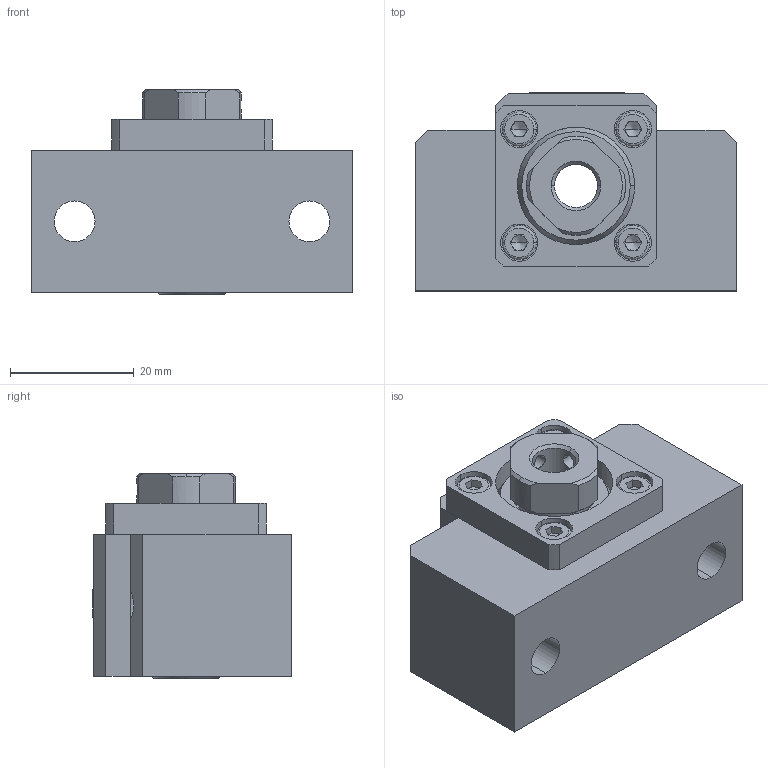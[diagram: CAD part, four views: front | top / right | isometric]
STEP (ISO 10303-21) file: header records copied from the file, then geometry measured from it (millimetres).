
FILE_DESCRIPTION (( 'STEP AP214' ), '1' );
FILE_NAME ('BK8.STEP', '2019-04-04T08:06:09', ( '' ), ( '' ), 'SwSTEP 2.0', 'SolidWorks 2015', '' );
FILE_SCHEMA (( 'AUTOMOTIVE_DESIGN' ));
Length unit declared in the file: millimetre
Products named in the file (1): BK8
Bounding box: 52 x 32.1 x 33.1 mm (x, y, z)
Surface area: 11255.5 mm2 (no closed solid volume)
Topology: 0 solids, 34 shells, 716 faces, 1963 edges, 1297 vertices
Faces by surface type: plane 606, cone 44, cylinder 41, bspline 25
Entity records: 25462 total; most frequent: CARTESIAN_POINT 6336, ORIENTED_EDGE 3841, DIRECTION 3394, EDGE_CURVE 1955, LINE 1700, VECTOR 1700, VERTEX_POINT 1297, AXIS2_PLACEMENT_3D 847
